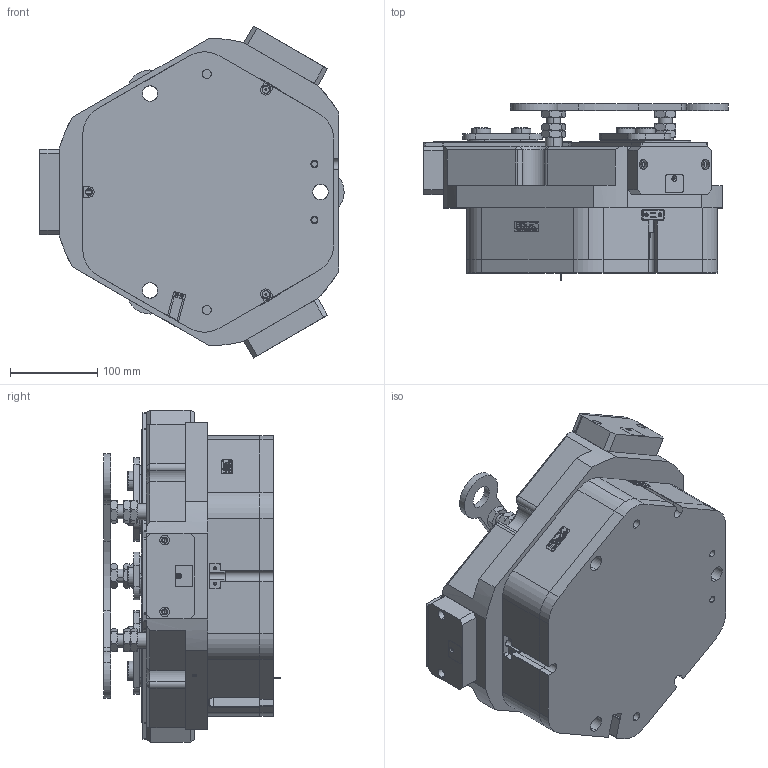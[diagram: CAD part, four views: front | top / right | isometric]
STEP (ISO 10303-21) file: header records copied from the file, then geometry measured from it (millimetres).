
FILE_DESCRIPTION (( 'STEP AP203' ), '1' );
FILE_NAME ('FZ220-352-S-C60-P.STEP', '2025-04-02T07:15:58', ( 'USER-' ), ( 'Microsoft' ), 'SwSTEP 2.0', 'SolidWorks 2018', '' );
FILE_SCHEMA (( 'CONFIG_CONTROL_DESIGN' ));
Length unit declared in the file: millimetre
Products named in the file (22): 电容传感器; 0-TZT220-352-C60; TZT220-352-M-06 笢猾啣; TZT220-352-M-05 菁裔啣; TZT220-352-M-13 痄雄結啣; TZT220-352-M-01 褲极; 32x12-R2; TZT220-352-M-20 囀笢猾啣; 棠羲換覜ん; TZT220-352-M-02 賑輸-S; 内六角圆柱头螺钉[GBT70_1-2008][M3×12]; TZT220-352-M-11 奻葡裔啣; TZT185-292-M-15 耜猾苤裔; TZT220-352-M-12 耜猾极; 20241226-M4 M4換覜ん揤輸; TZT220-352-M-14 忒硌薊啣; FZ220-352-S-C60-P; 湮覜聆假蚾璃; TZT220-352-M-08 芢啣; ﾏ擎ﾗ22｡ﾁ18｡ﾁ14; TZT220-352-M-07 芢裝; M16-1-8情蹟譫
Assembly tree (64 placements, depth 3):
  FZ220-352-S-C60-P
    TZT220-352-M-05 菁裔啣
    电容传感器  x2
    TZT220-352-M-01 褲极
    TZT220-352-M-06 笢猾啣
    湮覜聆假蚾璃  x3
    TZT220-352-M-20 囀笢猾啣  x3
    内六角圆柱头螺钉[GBT70_1-2008][M3×12]  x6
    20241226-M4 M4換覜ん揤輸  x2
    棠羲換覜ん  x2
    32x12-R2
    ﾏ擎ﾗ22｡ﾁ18｡ﾁ14  x12
    TZT220-352-M-02 賑輸-S  x3
    TZT220-352-M-11 奻葡裔啣
    TZT220-352-M-14 忒硌薊啣  x3
    TZT220-352-M-13 痄雄結啣  x3
    TZT220-352-M-12 耜猾极  x3
    TZT185-292-M-15 耜猾苤裔  x3
    0-TZT220-352-C60
      M16-1-8情蹟譫  x9
      TZT220-352-M-07 芢裝  x3
      TZT220-352-M-08 芢啣
Bounding box: 348 x 202.45 x 379.82 mm (x, y, z)
Volume: 11169357.5 mm3; surface area: 1094210.3 mm2
Topology: 75 solids, 75 shells, 3283 faces, 8485 edges, 5436 vertices
Faces by surface type: plane 1484, cylinder 880, cone 516, bspline 379, torus 24
Entity records: 74233 total; most frequent: CARTESIAN_POINT 22026, ORIENTED_EDGE 10422, DIRECTION 9511, EDGE_CURVE 5211, VERTEX_POINT 3376, LINE 3315, VECTOR 3315, AXIS2_PLACEMENT_3D 3098
